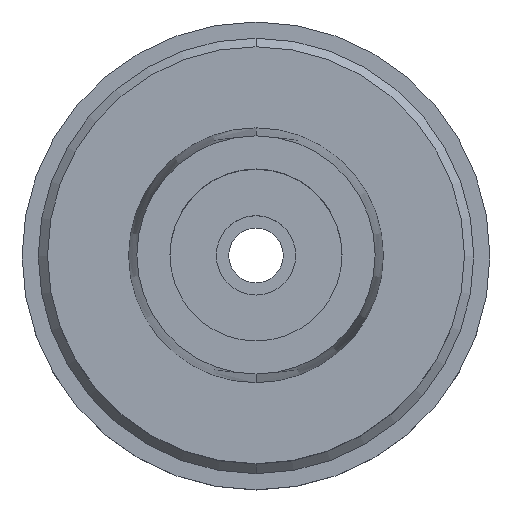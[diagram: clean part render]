
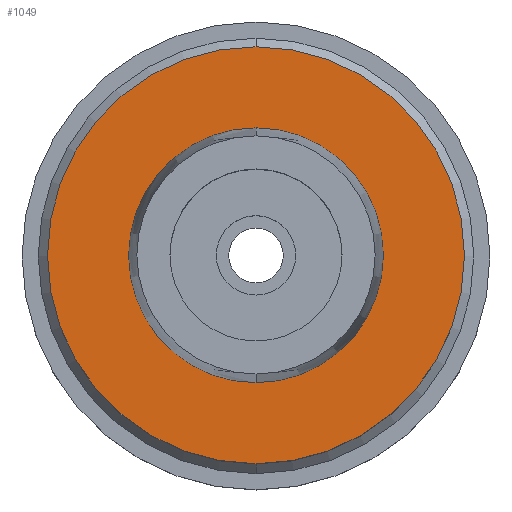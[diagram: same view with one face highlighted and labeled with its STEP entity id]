
A CAD part, top view. The second image highlights one B-rep face of the part: STEP entity #1049.
In plain terms, the highlighted planar face has unit normal (0, 0, 1).
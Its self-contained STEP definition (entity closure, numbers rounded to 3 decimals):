
#64=CARTESIAN_POINT('',(0.,0.,0.));
#65=DIRECTION('',(0.,0.,-1.));
#66=DIRECTION('',(0.,-1.,0.));
#67=AXIS2_PLACEMENT_3D('',#64,#65,#66);
#72=CARTESIAN_POINT('',(0.,0.,0.));
#73=DIRECTION('',(0.,0.,-1.));
#74=DIRECTION('',(0.,1.,0.));
#75=AXIS2_PLACEMENT_3D('',#72,#73,#74);
#80=CARTESIAN_POINT('',(0.,0.,0.));
#81=DIRECTION('',(0.,0.,1.));
#82=DIRECTION('',(0.,-1.,0.));
#83=AXIS2_PLACEMENT_3D('',#80,#81,#82);
#88=CARTESIAN_POINT('',(0.,0.,0.));
#89=DIRECTION('',(0.,0.,1.));
#90=DIRECTION('',(0.,1.,0.));
#91=AXIS2_PLACEMENT_3D('',#88,#89,#90);
#864=CARTESIAN_POINT('',(0.,19.25,0.));
#865=VERTEX_POINT('',#864);
#866=CARTESIAN_POINT('',(0.,-19.25,0.));
#867=VERTEX_POINT('',#866);
#868=CARTESIAN_POINT('',(0.,-31.5,0.));
#869=CARTESIAN_POINT('',(0.,31.5,0.));
#870=VERTEX_POINT('',#868);
#871=VERTEX_POINT('',#869);
#1034=CARTESIAN_POINT('',(0.,0.,0.));
#1035=DIRECTION('',(0.,0.,1.));
#1036=DIRECTION('',(0.,1.,0.));
#1037=AXIS2_PLACEMENT_3D('',#1034,#1035,#1036);
#1038=PLANE('',#1037);
#1040=ORIENTED_EDGE('',*,*,#1039,.T.);
#1042=ORIENTED_EDGE('',*,*,#1041,.T.);
#1043=EDGE_LOOP('',(#1040,#1042));
#1044=FACE_OUTER_BOUND('',#1043,.F.);
#1045=ORIENTED_EDGE('',*,*,#1027,.T.);
#1046=ORIENTED_EDGE('',*,*,#1016,.T.);
#1047=EDGE_LOOP('',(#1045,#1046));
#1048=FACE_BOUND('',#1047,.F.);
#68=CIRCLE('',#67,31.5);
#76=CIRCLE('',#75,31.5);
#84=CIRCLE('',#83,19.25);
#92=CIRCLE('',#91,19.25);
#1016=EDGE_CURVE('',#865,#867,#92,.T.);
#1027=EDGE_CURVE('',#867,#865,#84,.T.);
#1039=EDGE_CURVE('',#870,#871,#68,.T.);
#1041=EDGE_CURVE('',#871,#870,#76,.T.);
#1049=ADVANCED_FACE('',(#1044,#1048),#1038,.T.);
